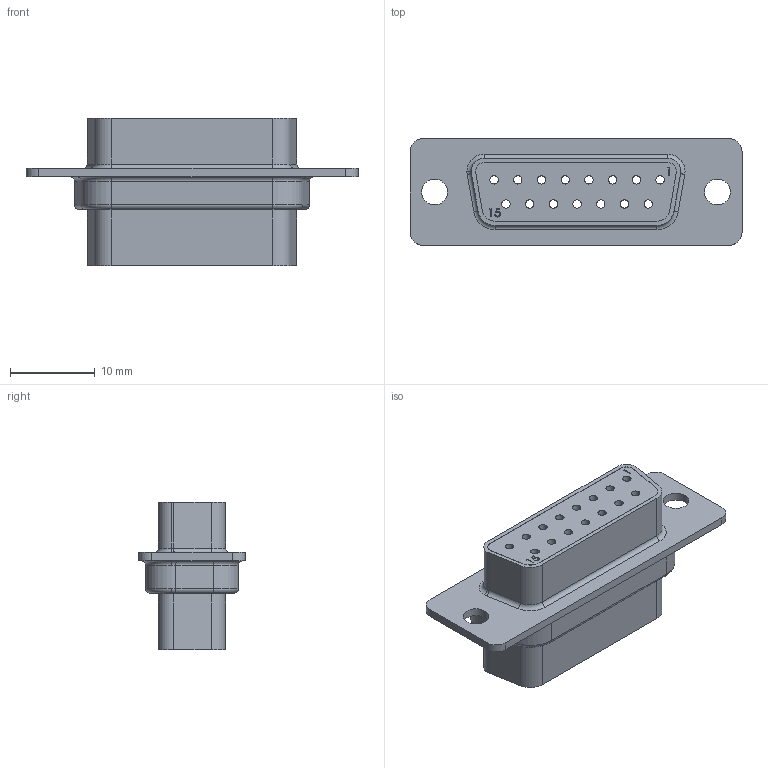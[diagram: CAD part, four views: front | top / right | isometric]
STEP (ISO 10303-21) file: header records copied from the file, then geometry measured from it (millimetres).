
FILE_DESCRIPTION (( 'STEP AP214' ), '1' );
FILE_NAME ('FMCN45973_3D.step', '2023-10-04T16:33:53', ( '' ), ( '' ), 'SwSTEP 2.0', 'SolidWorks 2022', '' );
FILE_SCHEMA (( 'AUTOMOTIVE_DESIGN' ));
Length unit declared in the file: inch
Products named in the file (1): FMCN45973_3D
Bounding box: 39.12 x 12.55 x 17.35 mm (x, y, z)
Volume: 3531.1 mm3; surface area: 3131.8 mm2
Topology: 1 solids, 1 shells, 194 faces, 477 edges, 307 vertices
Faces by surface type: cylinder 104, plane 62, torus 20, bspline 8
Entity records: 7859 total; most frequent: CARTESIAN_POINT 1499, DIRECTION 1070, ORIENTED_EDGE 954, EDGE_CURVE 477, AXIS2_PLACEMENT_3D 422, VERTEX_POINT 307, EDGE_LOOP 250, CIRCLE 235
